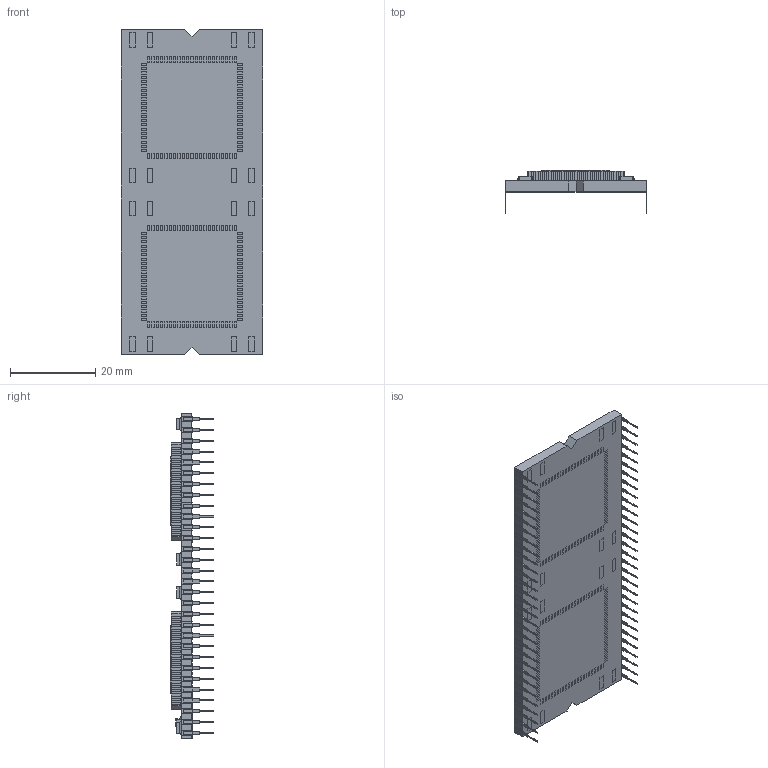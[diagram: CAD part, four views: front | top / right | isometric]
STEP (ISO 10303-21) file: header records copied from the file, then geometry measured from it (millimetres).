
FILE_DESCRIPTION(/* description */ (''),/* implementation_level */ '2;1');
FILE_NAME(/* name */ 'DCJ11.step',/* time_stamp */ '2025-09-09T15:00:54+02:00',/* author */ ('jirne'),/* organization */ (''),/* preprocessor_version */ 'ST-DEVELOPER v20',/* originating_system */ 'Autodesk Inventor 2025',/* authorisation */ '');
FILE_SCHEMA (('AUTOMOTIVE_DESIGN { 1 0 10303 214 3 1 1 }'));
Products named in the file (20): DCJ11; pin; chip; chip_body; plate; pins; capacitor; body; connection; capacitor_MIR; body_MIR; connection_MIR; bottom_plates; bottom_plates_MIR; body_1; connection_not_populated; transistor; connection_1; body_2; mark
Assembly tree (177 placements, depth 3):
  DCJ11
    pin  x60
    chip  x2
      chip_body
      plate
      pins
    capacitor  x4
      body
      connection
    capacitor_MIR  x4
      body_MIR
      connection_MIR
    bottom_plates  x4
    bottom_plates_MIR  x4
    body_1
    connection_not_populated
    transistor
      connection_1
      body_2
    mark  x2
Bounding box: 33.32 x 10.16 x 76.2 mm (x, y, z)
Volume: 9007.9 mm3; surface area: 15460.9 mm2
Topology: 282 solids, 282 shells, 4533 faces, 11637 edges, 7712 vertices
Faces by surface type: plane 4277, cylinder 244, bspline 12
Full cylindrical faces by diameter (mm): 0.254 x4
Entity records: 48049 total; most frequent: CARTESIAN_POINT 8821, ORIENTED_EDGE 7970, DIRECTION 7217, EDGE_CURVE 3985, LINE 3917, VECTOR 3917, VERTEX_POINT 2650, EDGE_LOOP 1797
